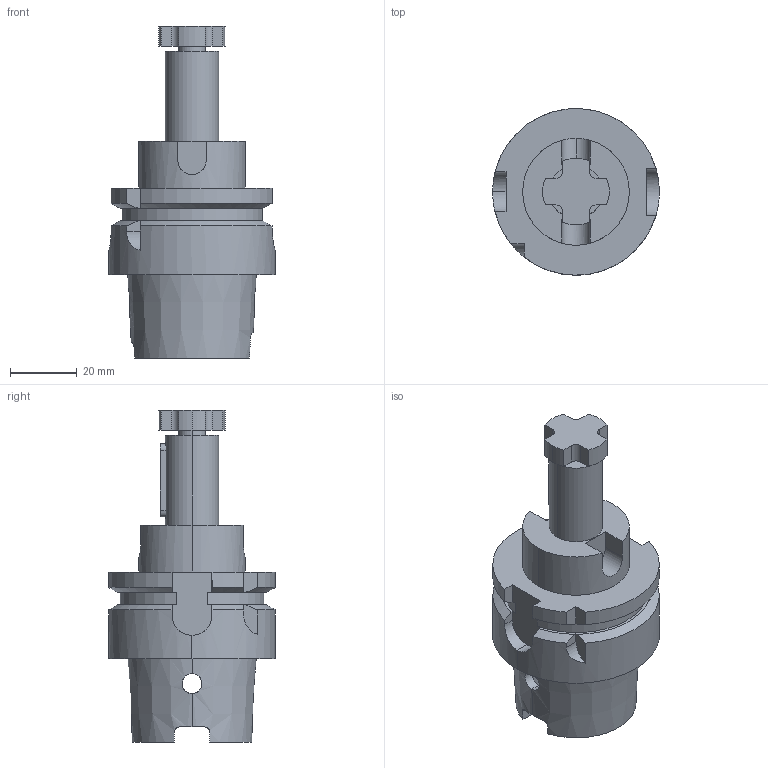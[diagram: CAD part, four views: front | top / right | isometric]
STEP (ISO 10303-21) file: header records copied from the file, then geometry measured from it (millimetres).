
FILE_DESCRIPTION (( 'STEP AP203' ), '1' );
FILE_NAME ('STP-32602.STEP', '2021-05-19T08:07:34', ( '' ), ( '' ), 'SwSTEP 2.0', 'SolidWorks 2017', '' );
FILE_SCHEMA (( 'CONFIG_CONTROL_DESIGN' ));
Length unit declared in the file: millimetre
Products named in the file (1): STP-32602
Bounding box: 50 x 50 x 99.6 mm (x, y, z)
Volume: 67065.2 mm3; surface area: 19089.6 mm2
Topology: 1 solids, 1 shells, 122 faces, 330 edges, 213 vertices
Faces by surface type: plane 57, cylinder 51, cone 10, torus 4
Entity records: 4481 total; most frequent: CARTESIAN_POINT 1327, ORIENTED_EDGE 660, DIRECTION 632, EDGE_CURVE 330, AXIS2_PLACEMENT_3D 226, VERTEX_POINT 213, LINE 180, VECTOR 180
